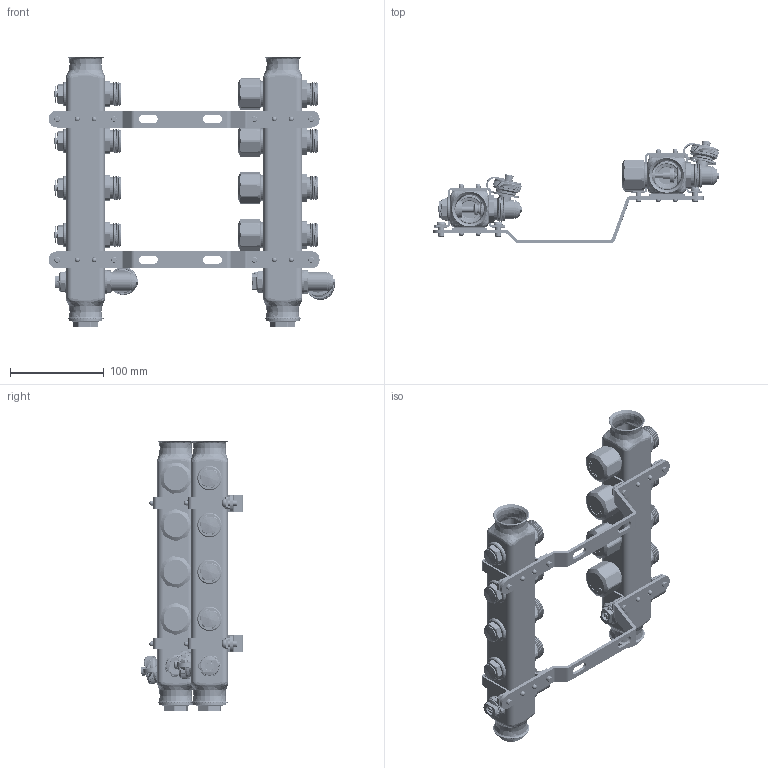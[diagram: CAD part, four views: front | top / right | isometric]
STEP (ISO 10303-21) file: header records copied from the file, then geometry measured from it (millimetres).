
FILE_DESCRIPTION (( 'STEP AP214' ), '1' );
FILE_NAME ('SSM-4R.STEP', '2023-11-11T16:48:09', ( '' ), ( '' ), 'SwSTEP 2.0', 'SolidWorks 2018', '' );
FILE_SCHEMA (( 'AUTOMOTIVE_DESIGN' ));
Length unit declared in the file: millimetre
Products named in the file (46): 3100-15-03____.STEP; SSM-4R; M6X12蹟佪; 18X2.5; 齬ァ概肣璃; O____10x2.5.STEP; W3100-15邿阨概; 懦伎鬥忒謫; 滑菸盓殤縐遠; ѹñ; 囀鞠褒諉芛; 齬ァ概; O____13x1.5.STEP; O____16x1.9.STEP; 003郪蚾; 3100-15-05____.STEP; 肣菁啣; 002; 粟銅杶; O____22x2.STEP; 7.6x1.9; 蚾饜极す砎々; 概郋郪蚾5; 5h; 霜講數5; 354.002.00__________.STEP; 媼芛簽; O____7x1.5.STEP; 326.200.00__________24.2x2.STEP; W3100-15邿阨概.STEP; 齬ァ概羲壽; 粟銅概郋蚾饜极; 縐遠; 18X2; 3100-15-04______.STEP; J002-FL; 滑菸煦阨ん盓殤; 黑簽; 003裔赽; 盓殤砎々18潔擒 ...
Assembly tree (71 placements, depth 5):
  SSM-4R
    概郋郪蚾5
      5h
      懦伎鬥忒謫  x4
      囀鞠褒諉芛  x4
      粟銅概郋蚾饜极  x4
        媼芛簽
        ѹñ
        祥凄詩裝赽
        粟銅杶
        肣菁啣
        砎蝶菁啣
        7.6x1.9
        18X2.5
      黑簽
      W3100-15邿阨概
        W3100-15邿阨概.STEP
          3100-15-01____.STEP
          3100-15-02____.STEP
          3100-15-03____.STEP
          3100-15-04______.STEP
          O____10x2.5.STEP
          O____13x1.5.STEP
          O____7x1.5.STEP
          O____22x2.STEP
          3100-15-05____.STEP
          326.200.00__________24.2x2.STEP
          O____16x1.9.STEP  x2
          354.002.00__________.STEP
      齬ァ概
        齬ァ概肣璃
        齬ァ概呿蹋芛
        齬ァ概羲壽
        18X2
    霜講數5
      5h
      黑簽
      W3100-15邿阨概
        W3100-15邿阨概.STEP
          3100-15-01____.STEP
          3100-15-02____.STEP
          3100-15-03____.STEP
          3100-15-04______.STEP
          O____10x2.5.STEP
          O____13x1.5.STEP
          O____7x1.5.STEP
          O____22x2.STEP
          3100-15-05____.STEP
          326.200.00__________24.2x2.STEP
          O____16x1.9.STEP  x2
          354.002.00__________.STEP
      齬ァ概
        齬ァ概肣璃
        齬ァ概呿蹋芛
        齬ァ概羲壽
        18X2
      す鞠褒郪蚾  x4
        003郪蚾
          002
          J002-FL
Bounding box: 305.17 x 109.37 x 288.6 mm (x, y, z)
Volume: 399134.5 mm3; surface area: 406405.1 mm2
Topology: 120 solids, 120 shells, 5354 faces, 13288 edges, 8408 vertices
Faces by surface type: cylinder 2076, plane 1650, cone 938, torus 484, bspline 206
Entity records: 91327 total; most frequent: CARTESIAN_POINT 49046, ORIENTED_EDGE 8668, DIRECTION 8442, EDGE_CURVE 4334, AXIS2_PLACEMENT_3D 3450, VERTEX_POINT 2752, EDGE_LOOP 1904, FACE_OUTER_BOUND 1727
